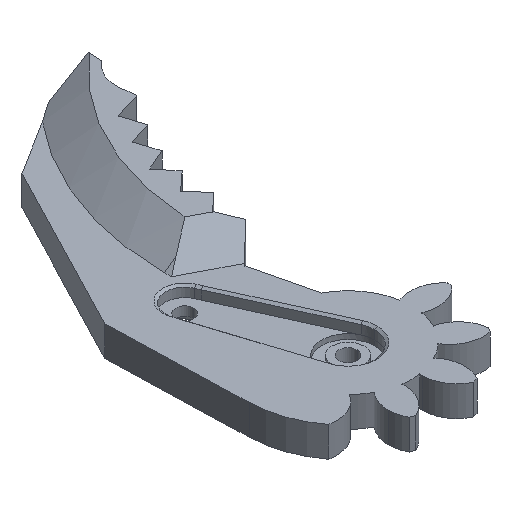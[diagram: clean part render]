
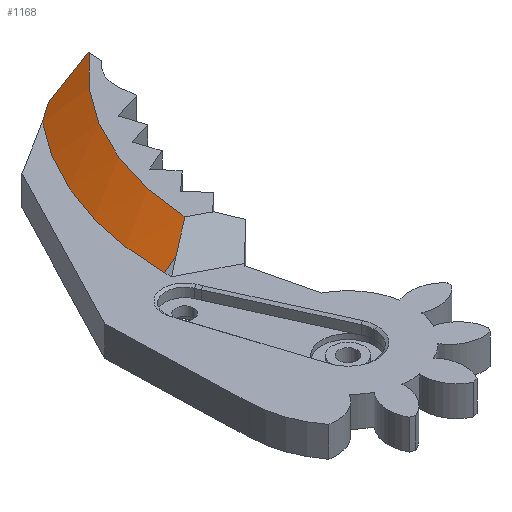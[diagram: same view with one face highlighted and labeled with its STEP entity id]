
A CAD part, isometric view. The second image highlights one B-rep face of the part: STEP entity #1168.
In plain terms, the highlighted conical face has half-angle 53 degrees and reference radius 31.692 mm.
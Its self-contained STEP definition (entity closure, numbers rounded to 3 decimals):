
#3 = CARTESIAN_POINT ( 'NONE',  ( 11.558, 42.61, 6.519 ) ) ;
#28 = CARTESIAN_POINT ( 'NONE',  ( -2.378, 18.188, 4.625 ) ) ;
#63 = CARTESIAN_POINT ( 'NONE',  ( 6.435, 42.249, 4.066 ) ) ;
#66 = CARTESIAN_POINT ( 'NONE',  ( 5.814, 41.862, 3.926 ) ) ;
#73 = CARTESIAN_POINT ( 'NONE',  ( 11.555, 42.56, 6.546 ) ) ;
#83 = CARTESIAN_POINT ( 'NONE',  ( 4.581, 41.093, 3.6 ) ) ;
#92 = CIRCLE ( 'NONE', #1067, 31.711 ) ;
#93 = CARTESIAN_POINT ( 'NONE',  ( 11.558, 42.61, 6.519 ) ) ;
#94 = CARTESIAN_POINT ( 'NONE',  ( 9.826, 42.488, 5.753 ) ) ;
#96 = CARTESIAN_POINT ( 'NONE',  ( 8.121, 42.368, 4.929 ) ) ;
#100 = CARTESIAN_POINT ( 'NONE',  ( 6.435, 42.249, 4.066 ) ) ;
#101 = CARTESIAN_POINT ( 'NONE',  ( 5.196, 41.477, 3.77 ) ) ;
#114 = VERTEX_POINT ( 'NONE', #28 ) ;
#423 = VERTEX_POINT ( 'NONE', #445 ) ;
#445 = CARTESIAN_POINT ( 'NONE',  ( 6.435, 42.249, 4.066 ) ) ;
#537 = DIRECTION ( 'NONE',  ( 1., 0., 0. ) ) ;
#539 = DIRECTION ( 'NONE',  ( 0., 0., -1. ) ) ;
#541 = CARTESIAN_POINT ( 'NONE',  ( 31.955, 18.188, 3.6 ) ) ;
#597 = CARTESIAN_POINT ( 'NONE',  ( 4.581, 41.093, 3.6 ) ) ;
#738 = CIRCLE ( 'NONE', #1142, 35.692 ) ;
#750 = VERTEX_POINT ( 'NONE', #2574 ) ;
#760 = CARTESIAN_POINT ( 'NONE',  ( 11.548, 42.461, 6.6 ) ) ;
#762 = DIRECTION ( 'NONE',  ( -0.799, 0., -0.602 ) ) ;
#777 = ORIENTED_EDGE ( 'NONE', *, *, #1919, .F. ) ;
#794 = CARTESIAN_POINT ( 'NONE',  ( 0.263, 18.188, 6.614 ) ) ;
#867 = VERTEX_POINT ( 'NONE', #2450 ) ;
#908 = VECTOR ( 'NONE', #762, 1000. ) ;
#917 = LINE ( 'NONE', #794, #908 ) ;
#1067 = AXIS2_PLACEMENT_3D ( 'NONE', #2125, #2154, #2109 ) ;
#1142 = AXIS2_PLACEMENT_3D ( 'NONE', #541, #539, #537 ) ;
#1168 = ADVANCED_FACE ( 'NONE', ( #1572 ), #1556, .T. ) ;
#1292 = AXIS2_PLACEMENT_3D ( 'NONE', #1680, #1674, #1683 ) ;
#1556 = CONICAL_SURFACE ( 'NONE', #1292, 31.692, 0.925 ) ;
#1572 = FACE_OUTER_BOUND ( 'NONE', #2273, .T. ) ;
#1642 = B_SPLINE_CURVE_WITH_KNOTS ( 'NONE', 3,
 ( #100, #96, #94, #93 ),
 .UNSPECIFIED., .F., .F.,
 ( 4, 4 ),
 ( 0., 0.006 ),
 .UNSPECIFIED. ) ;
#1647 = B_SPLINE_CURVE_WITH_KNOTS ( 'NONE', 3,
 ( #83, #101, #66, #63 ),
 .UNSPECIFIED., .F., .F.,
 ( 4, 4 ),
 ( 0., 0.002 ),
 .UNSPECIFIED. ) ;
#1648 = B_SPLINE_CURVE_WITH_KNOTS ( 'NONE', 3,
 ( #3, #73, #2309, #2269 ),
 .UNSPECIFIED., .F., .F.,
 ( 4, 4 ),
 ( 0., 0. ),
 .UNSPECIFIED. ) ;
#1674 = DIRECTION ( 'NONE',  ( 0., 0., -1. ) ) ;
#1680 = CARTESIAN_POINT ( 'NONE',  ( 31.955, 18.188, 6.614 ) ) ;
#1683 = DIRECTION ( 'NONE',  ( -1., 0., 0. ) ) ;
#1689 = ORIENTED_EDGE ( 'NONE', *, *, #1775, .F. ) ;
#1710 = EDGE_CURVE ( 'NONE', #114, #2343, #917, .T. ) ;
#1775 = EDGE_CURVE ( 'NONE', #2343, #2167, #738, .T. ) ;
#1791 = B_SPLINE_CURVE_WITH_KNOTS ( 'NONE', 3,
 ( #2113, #2139, #2057, #2026 ),
 .UNSPECIFIED., .F., .F.,
 ( 4, 4 ),
 ( 0.002, 0.006 ),
 .UNSPECIFIED. ) ;
#1913 = EDGE_CURVE ( 'NONE', #423, #867, #1642, .T. ) ;
#1919 = EDGE_CURVE ( 'NONE', #2167, #423, #1647, .T. ) ;
#1951 = EDGE_CURVE ( 'NONE', #867, #2102, #1648, .T. ) ;
#1965 = EDGE_CURVE ( 'NONE', #2102, #750, #92, .T. ) ;
#1969 = EDGE_CURVE ( 'NONE', #114, #750, #1791, .T. ) ;
#2026 = CARTESIAN_POINT ( 'NONE',  ( 0.283, 19.762, 6.6 ) ) ;
#2057 = CARTESIAN_POINT ( 'NONE',  ( -0.613, 19.247, 5.945 ) ) ;
#2078 = ORIENTED_EDGE ( 'NONE', *, *, #1913, .F. ) ;
#2080 = ORIENTED_EDGE ( 'NONE', *, *, #1951, .F. ) ;
#2092 = ORIENTED_EDGE ( 'NONE', *, *, #1710, .F. ) ;
#2102 = VERTEX_POINT ( 'NONE', #760 ) ;
#2109 = DIRECTION ( 'NONE',  ( 1., 0., 0. ) ) ;
#2113 = CARTESIAN_POINT ( 'NONE',  ( -2.378, 18.188, 4.625 ) ) ;
#2125 = CARTESIAN_POINT ( 'NONE',  ( 31.955, 18.188, 6.6 ) ) ;
#2139 = CARTESIAN_POINT ( 'NONE',  ( -1.499, 18.722, 5.287 ) ) ;
#2154 = DIRECTION ( 'NONE',  ( 0., 0., 1. ) ) ;
#2167 = VERTEX_POINT ( 'NONE', #597 ) ;
#2269 = CARTESIAN_POINT ( 'NONE',  ( 11.548, 42.461, 6.6 ) ) ;
#2273 = EDGE_LOOP ( 'NONE', ( #2092, #2555, #2579, #2080, #2078, #777, #1689 ) ) ;
#2309 = CARTESIAN_POINT ( 'NONE',  ( 11.552, 42.511, 6.573 ) ) ;
#2343 = VERTEX_POINT ( 'NONE', #2678 ) ;
#2450 = CARTESIAN_POINT ( 'NONE',  ( 11.558, 42.61, 6.519 ) ) ;
#2555 = ORIENTED_EDGE ( 'NONE', *, *, #1969, .T. ) ;
#2574 = CARTESIAN_POINT ( 'NONE',  ( 0.283, 19.762, 6.6 ) ) ;
#2579 = ORIENTED_EDGE ( 'NONE', *, *, #1965, .F. ) ;
#2678 = CARTESIAN_POINT ( 'NONE',  ( -3.737, 18.188, 3.6 ) ) ;
